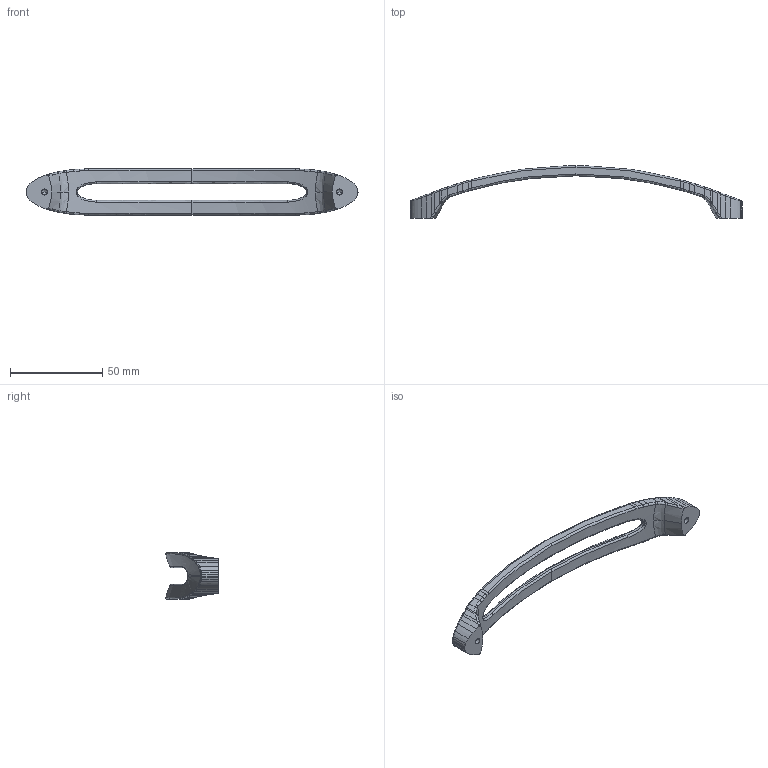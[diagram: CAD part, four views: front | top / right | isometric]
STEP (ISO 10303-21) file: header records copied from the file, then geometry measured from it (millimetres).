
FILE_DESCRIPTION(('Creo Elements/Direct Modeling STEP Export'),'2;1');
FILE_NAME('2374-180.stp','2019-01-09T 7:42:50',(''),(''),'Creo Elements/Direct Modeling STEP processor for AP214 (Solid Model)','Creo Elements/Direct Modeling 20.0 12-Nov-2016 (C) Parametric Technology GmbH','');
FILE_SCHEMA(('AUTOMOTIVE_DESIGN { 1 0 10303 214 1 1 1 1 }'));
Products named in the file (2): 2374-180
Assembly tree (1 placements, depth 2):
  2374-180
    2374-180
Bounding box: 180 x 28.66 x 25 mm (x, y, z)
Volume: 17366.8 mm3; surface area: 9824 mm2
Topology: 1 solids, 1 shells, 238 faces, 564 edges, 326 vertices
Faces by surface type: bspline 148, extrusion 58, cylinder 20, plane 8, cone 4
Entity records: 65859 total; most frequent: CARTESIAN_POINT 62027, ORIENTED_EDGE 1120, EDGE_CURVE 560, B_SPLINE_CURVE_WITH_KNOTS 362, VERTEX_POINT 326, DIRECTION 245, EDGE_LOOP 242, FACE_OUTER_BOUND 238
